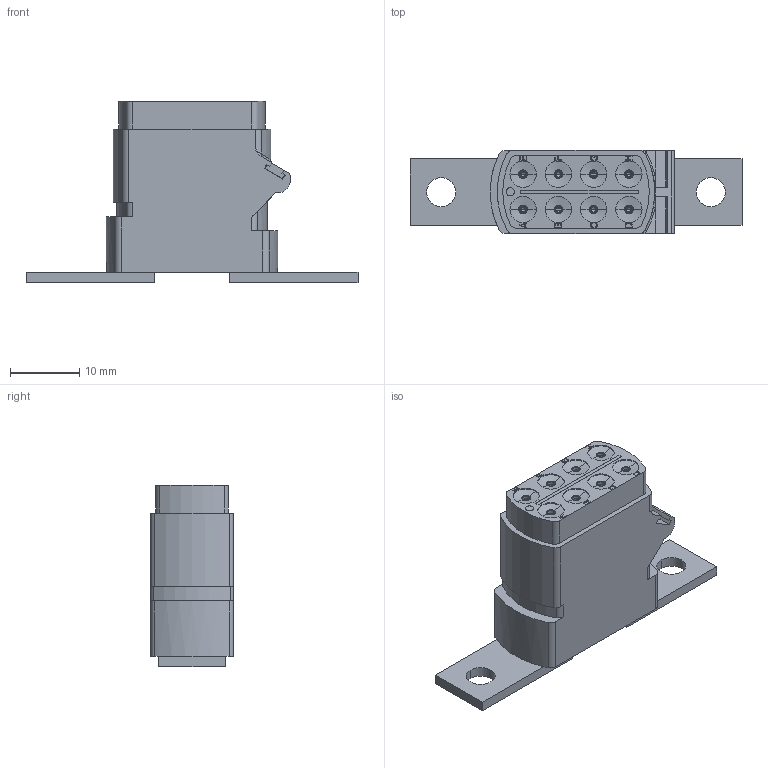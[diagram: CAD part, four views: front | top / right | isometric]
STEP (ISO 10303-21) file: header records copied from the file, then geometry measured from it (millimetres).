
FILE_DESCRIPTION((''),'2;1');
FILE_NAME('00111830202','2020-02-11T',('presta_be4'),(''),'CREO PARAMETRIC BY PTC INC, 2018360','CREO PARAMETRIC BY PTC INC, 2018360','');
FILE_SCHEMA(('CONFIG_CONTROL_DESIGN'));
Products named in the file (1): 00111830202
Bounding box: 48.01 x 12 x 26.23 mm (x, y, z)
Volume: 5437.6 mm3; surface area: 7866.6 mm2
Topology: 1 solids, 1 shells, 1504 faces, 3937 edges, 2472 vertices
Faces by surface type: plane 687, cylinder 324, torus 236, cone 172, bspline 85
Entity records: 56255 total; most frequent: CARTESIAN_POINT 19157, ORIENTED_EDGE 7850, DIRECTION 7834, EDGE_CURVE 3925, AXIS2_PLACEMENT_3D 2981, VERTEX_POINT 2472, VECTOR 1872, LINE 1872
